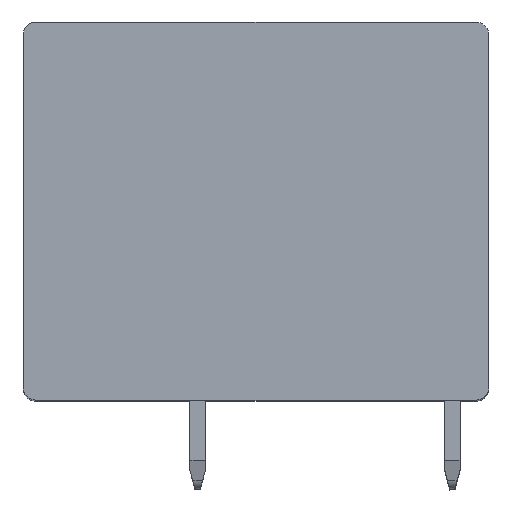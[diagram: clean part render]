
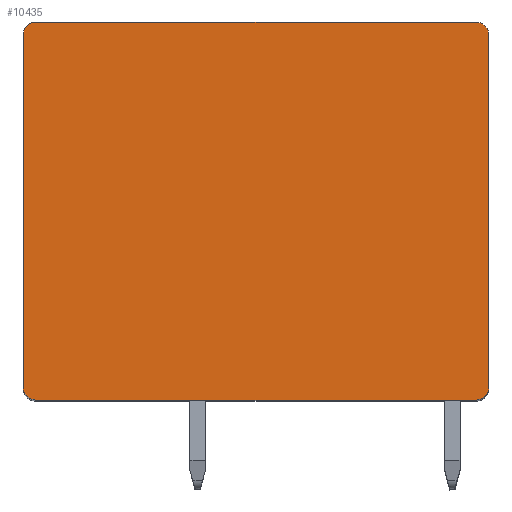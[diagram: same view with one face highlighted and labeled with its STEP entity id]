
A CAD part, top view. The second image highlights one B-rep face of the part: STEP entity #10435.
In plain terms, the highlighted planar face has unit normal (0, 0, 1).
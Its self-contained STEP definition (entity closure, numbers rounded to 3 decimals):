
#4038=CARTESIAN_POINT('',(-11.375,9.1,35.55));
#4039=DIRECTION('',(0.,0.,1.));
#4040=DIRECTION('',(0.,1.,0.));
#4041=AXIS2_PLACEMENT_3D('',#4038,#4039,#4040);
#4043=DIRECTION('',(-1.,0.,0.));
#4044=VECTOR('',#4043,22.75);
#4045=CARTESIAN_POINT('',(11.375,9.8,35.55));
#4046=LINE('',#4045,#4044);
#4047=CARTESIAN_POINT('',(11.375,9.1,35.55));
#4048=DIRECTION('',(0.,0.,1.));
#4049=DIRECTION('',(1.,0.,0.));
#4050=AXIS2_PLACEMENT_3D('',#4047,#4048,#4049);
#4052=DIRECTION('',(0.,1.,0.));
#4053=VECTOR('',#4052,18.2);
#4054=CARTESIAN_POINT('',(12.075,-9.1,35.55));
#4055=LINE('',#4054,#4053);
#4056=CARTESIAN_POINT('',(11.375,-9.1,35.55));
#4057=DIRECTION('',(0.,0.,1.));
#4058=DIRECTION('',(0.,-1.,0.));
#4059=AXIS2_PLACEMENT_3D('',#4056,#4057,#4058);
#4061=DIRECTION('',(1.,0.,0.));
#4062=VECTOR('',#4061,22.75);
#4063=CARTESIAN_POINT('',(-11.375,-9.8,35.55));
#4064=LINE('',#4063,#4062);
#4065=CARTESIAN_POINT('',(-11.375,-9.1,35.55));
#4066=DIRECTION('',(0.,0.,1.));
#4067=DIRECTION('',(-1.,0.,0.));
#4068=AXIS2_PLACEMENT_3D('',#4065,#4066,#4067);
#4070=DIRECTION('',(0.,-1.,0.));
#4071=VECTOR('',#4070,18.2);
#4072=CARTESIAN_POINT('',(-12.075,9.1,35.55));
#4073=LINE('',#4072,#4071);
#4291=CARTESIAN_POINT('',(-11.375,9.8,35.55));
#4292=CARTESIAN_POINT('',(-12.075,9.1,35.55));
#4293=VERTEX_POINT('',#4291);
#4294=VERTEX_POINT('',#4292);
#4299=CARTESIAN_POINT('',(12.075,9.1,35.55));
#4300=VERTEX_POINT('',#4299);
#4301=CARTESIAN_POINT('',(11.375,9.8,35.55));
#4302=VERTEX_POINT('',#4301);
#4307=CARTESIAN_POINT('',(11.375,-9.8,35.55));
#4308=VERTEX_POINT('',#4307);
#4309=CARTESIAN_POINT('',(12.075,-9.1,35.55));
#4310=VERTEX_POINT('',#4309);
#4315=CARTESIAN_POINT('',(-12.075,-9.1,35.55));
#4316=VERTEX_POINT('',#4315);
#4317=CARTESIAN_POINT('',(-11.375,-9.8,35.55));
#4318=VERTEX_POINT('',#4317);
#10420=CARTESIAN_POINT('',(0.,0.,35.55));
#10421=DIRECTION('',(0.,0.,1.));
#10422=DIRECTION('',(1.,0.,0.));
#10423=AXIS2_PLACEMENT_3D('',#10420,#10421,#10422);
#10424=PLANE('',#10423);
#10425=ORIENTED_EDGE('',*,*,#5210,.F.);
#10426=ORIENTED_EDGE('',*,*,#5512,.F.);
#10427=ORIENTED_EDGE('',*,*,#6449,.F.);
#10428=ORIENTED_EDGE('',*,*,#6464,.F.);
#10429=ORIENTED_EDGE('',*,*,#6477,.F.);
#10430=ORIENTED_EDGE('',*,*,#6492,.F.);
#10431=ORIENTED_EDGE('',*,*,#7235,.F.);
#10432=ORIENTED_EDGE('',*,*,#7247,.F.);
#10433=EDGE_LOOP('',(#10425,#10426,#10427,#10428,#10429,#10430,#10431,#10432));
#10434=FACE_OUTER_BOUND('',#10433,.F.);
#4042=CIRCLE('',#4041,0.7);
#4051=CIRCLE('',#4050,0.7);
#4060=CIRCLE('',#4059,0.7);
#4069=CIRCLE('',#4068,0.7);
#5210=EDGE_CURVE('',#4293,#4294,#4042,.T.);
#5512=EDGE_CURVE('',#4302,#4293,#4046,.T.);
#6449=EDGE_CURVE('',#4300,#4302,#4051,.T.);
#6464=EDGE_CURVE('',#4310,#4300,#4055,.T.);
#6477=EDGE_CURVE('',#4308,#4310,#4060,.T.);
#6492=EDGE_CURVE('',#4318,#4308,#4064,.T.);
#7235=EDGE_CURVE('',#4316,#4318,#4069,.T.);
#7247=EDGE_CURVE('',#4294,#4316,#4073,.T.);
#10435=ADVANCED_FACE('',(#10434),#10424,.T.);
